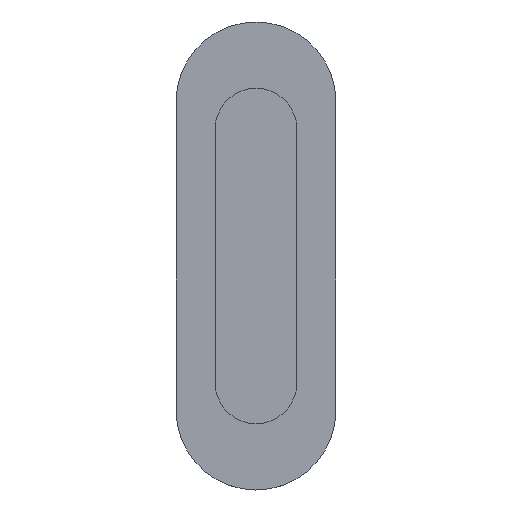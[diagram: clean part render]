
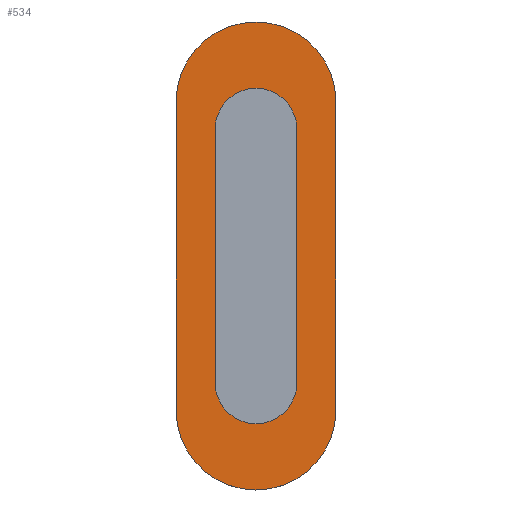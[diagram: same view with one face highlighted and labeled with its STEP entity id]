
A CAD part, top view. The second image highlights one B-rep face of the part: STEP entity #534.
In plain terms, the highlighted planar face has unit normal (0, 0, 1).
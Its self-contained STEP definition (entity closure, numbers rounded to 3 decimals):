
#21=FACE_BOUND('',#137,.T.);
#36=PLANE('',#613);
#56=CIRCLE('',#592,10.5);
#62=CIRCLE('',#603,10.5);
#63=CIRCLE('',#608,20.5);
#64=CIRCLE('',#610,20.5);
#99=FACE_OUTER_BOUND('',#136,.T.);
#136=EDGE_LOOP('',(#484,#485,#486,#487));
#137=EDGE_LOOP('',(#488,#489,#490,#491));
#160=LINE('',#1014,#198);
#169=LINE('',#1047,#207);
#174=LINE('',#1062,#212);
#175=LINE('',#1064,#213);
#198=VECTOR('',#708,10.);
#207=VECTOR('',#749,10.);
#212=VECTOR('',#766,10.);
#213=VECTOR('',#769,10.);
#256=VERTEX_POINT('',#1011);
#257=VERTEX_POINT('',#1013);
#259=VERTEX_POINT('',#1019);
#265=VERTEX_POINT('',#1042);
#266=VERTEX_POINT('',#1050);
#267=VERTEX_POINT('',#1051);
#268=VERTEX_POINT('',#1056);
#269=VERTEX_POINT('',#1057);
#318=EDGE_CURVE('',#257,#256,#160,.T.);
#322=EDGE_CURVE('',#256,#259,#56,.T.);
#333=EDGE_CURVE('',#265,#257,#62,.T.);
#335=EDGE_CURVE('',#259,#265,#169,.T.);
#336=EDGE_CURVE('',#266,#267,#63,.T.);
#339=EDGE_CURVE('',#268,#269,#64,.T.);
#342=EDGE_CURVE('',#267,#268,#174,.T.);
#343=EDGE_CURVE('',#269,#266,#175,.T.);
#484=ORIENTED_EDGE('',*,*,#339,.F.);
#485=ORIENTED_EDGE('',*,*,#342,.F.);
#486=ORIENTED_EDGE('',*,*,#336,.F.);
#487=ORIENTED_EDGE('',*,*,#343,.F.);
#488=ORIENTED_EDGE('',*,*,#318,.T.);
#489=ORIENTED_EDGE('',*,*,#322,.T.);
#490=ORIENTED_EDGE('',*,*,#335,.T.);
#491=ORIENTED_EDGE('',*,*,#333,.T.);
#534=ADVANCED_FACE('',(#99,#21),#36,.T.);
#592=AXIS2_PLACEMENT_3D('',#1021,#715,#716);
#603=AXIS2_PLACEMENT_3D('',#1043,#742,#743);
#608=AXIS2_PLACEMENT_3D('',#1052,#754,#755);
#610=AXIS2_PLACEMENT_3D('',#1058,#760,#761);
#613=AXIS2_PLACEMENT_3D('',#1065,#770,#771);
#708=DIRECTION('',(0.,1.,0.));
#715=DIRECTION('center_axis',(0.,0.,-1.));
#716=DIRECTION('ref_axis',(1.,0.,0.));
#742=DIRECTION('center_axis',(0.,0.,-1.));
#743=DIRECTION('ref_axis',(-1.,0.,0.));
#749=DIRECTION('',(0.,-1.,0.));
#754=DIRECTION('center_axis',(0.,0.,-1.));
#755=DIRECTION('ref_axis',(0.707,0.707,0.));
#760=DIRECTION('center_axis',(0.,0.,-1.));
#761=DIRECTION('ref_axis',(-0.707,-0.707,0.));
#766=DIRECTION('',(0.,-1.,0.));
#769=DIRECTION('',(0.,1.,0.));
#770=DIRECTION('center_axis',(0.,0.,1.));
#771=DIRECTION('ref_axis',(1.,0.,0.));
#1011=CARTESIAN_POINT('',(-10.5,32.5,1.));
#1013=CARTESIAN_POINT('',(-10.5,-32.5,1.));
#1014=CARTESIAN_POINT('',(-10.5,15.,1.));
#1019=CARTESIAN_POINT('',(10.5,32.5,1.));
#1021=CARTESIAN_POINT('Origin',(0.,32.5,1.));
#1042=CARTESIAN_POINT('',(10.5,-32.5,1.));
#1043=CARTESIAN_POINT('Origin',(0.,-32.5,1.));
#1047=CARTESIAN_POINT('',(10.5,-1.25,1.));
#1050=CARTESIAN_POINT('',(-20.5,39.5,1.));
#1051=CARTESIAN_POINT('',(20.5,39.5,1.));
#1052=CARTESIAN_POINT('Origin',(0.,39.5,1.));
#1056=CARTESIAN_POINT('',(20.5,-39.5,1.));
#1057=CARTESIAN_POINT('',(-20.5,-39.5,1.));
#1058=CARTESIAN_POINT('Origin',(0.,-39.5,1.));
#1062=CARTESIAN_POINT('',(20.5,-60.,1.));
#1064=CARTESIAN_POINT('',(-20.5,60.,1.));
#1065=CARTESIAN_POINT('Origin',(-10.25,30.,1.));
